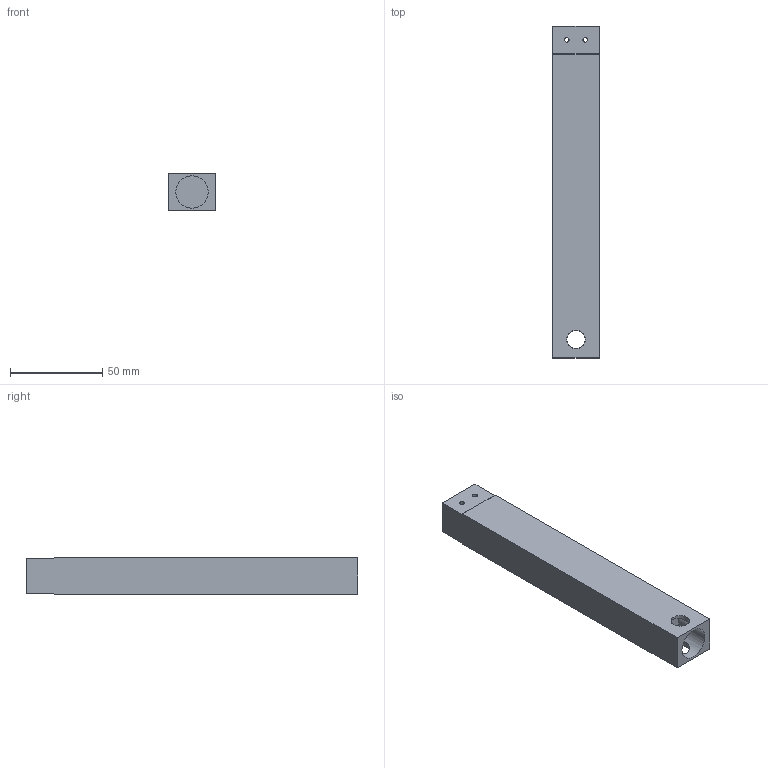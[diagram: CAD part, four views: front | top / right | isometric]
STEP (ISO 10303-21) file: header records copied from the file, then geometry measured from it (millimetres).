
FILE_DESCRIPTION(/* description */ (''),/* implementation_level */ '2;1');
FILE_NAME(/* name */ 'Tensile_test_bottom_adapter.stp',/* time_stamp */ '2023-10-19T10:58:37+09:00',/* author */ ('jsw'),/* organization */ (''),/* preprocessor_version */ 'ST-DEVELOPER v19.2',/* originating_system */ 'Autodesk Inventor 2024',/* authorisation */ '');
FILE_SCHEMA (('AUTOMOTIVE_DESIGN { 1 0 10303 214 3 1 1 }'));
Length unit declared in the file: millimetre
Products named in the file (1): Tensile_test_bottom_adapter
Bounding box: 25 x 180 x 20 mm (x, y, z)
Volume: 84366.5 mm3; surface area: 18338.4 mm2
Topology: 1 solids, 1 shells, 16 faces, 39 edges, 26 vertices
Faces by surface type: plane 11, cylinder 5
Full cylindrical faces by diameter (mm): 2.5 x2, 10 x2, 17.5 x1
Entity records: 592 total; most frequent: CARTESIAN_POINT 148, DIRECTION 79, ORIENTED_EDGE 78, EDGE_CURVE 39, LINE 29, VECTOR 29, VERTEX_POINT 26, EDGE_LOOP 25
